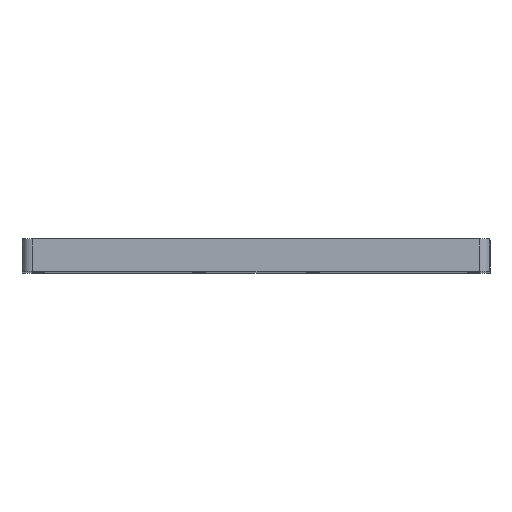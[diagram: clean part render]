
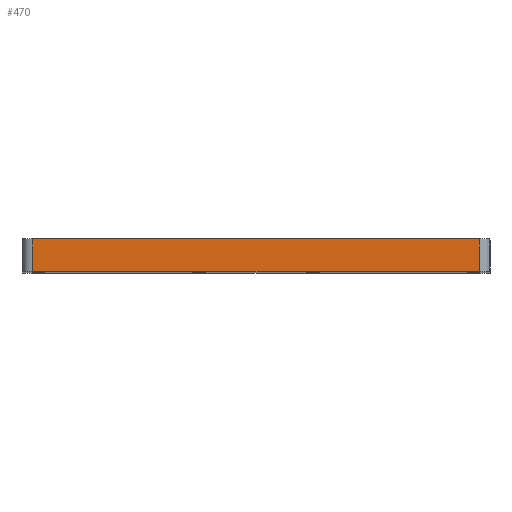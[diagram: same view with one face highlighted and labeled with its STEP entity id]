
A CAD part, top view. The second image highlights one B-rep face of the part: STEP entity #470.
In plain terms, the highlighted planar face has unit normal (0, 0, 1).
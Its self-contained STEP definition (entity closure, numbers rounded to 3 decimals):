
#10 = ORIENTED_EDGE ( 'NONE', *, *, #1199, .T. ) ;
#29 = LINE ( 'NONE', #727, #368 ) ;
#62 = CARTESIAN_POINT ( 'NONE',  ( -64., -21.5, 89. ) ) ;
#68 = VERTEX_POINT ( 'NONE', #1571 ) ;
#132 = DIRECTION ( 'NONE',  ( 0., 0., -1. ) ) ;
#282 = DIRECTION ( 'NONE',  ( 0., -1., 0. ) ) ;
#368 = VECTOR ( 'NONE', #1424, 1000. ) ;
#457 = LINE ( 'NONE', #1506, #804 ) ;
#470 = ADVANCED_FACE ( 'NONE', ( #1731 ), #2032, .F. ) ;
#487 = DIRECTION ( 'NONE',  ( -1., 0., 0. ) ) ;
#613 = LINE ( 'NONE', #2158, #803 ) ;
#727 = CARTESIAN_POINT ( 'NONE',  ( 61., -30.5, 89. ) ) ;
#780 = EDGE_CURVE ( 'NONE', #2236, #2086, #613, .T. ) ;
#803 = VECTOR ( 'NONE', #1456, 1000. ) ;
#804 = VECTOR ( 'NONE', #282, 1000. ) ;
#813 = EDGE_CURVE ( 'NONE', #68, #2255, #1130, .T. ) ;
#820 = EDGE_LOOP ( 'NONE', ( #2238, #1514, #999, #10 ) ) ;
#837 = CARTESIAN_POINT ( 'NONE',  ( -61., -21.5, 89. ) ) ;
#959 = EDGE_CURVE ( 'NONE', #2255, #2086, #457, .T. ) ;
#999 = ORIENTED_EDGE ( 'NONE', *, *, #780, .F. ) ;
#1075 = CARTESIAN_POINT ( 'NONE',  ( -61., -30.5, 89. ) ) ;
#1130 = LINE ( 'NONE', #62, #2016 ) ;
#1178 = CARTESIAN_POINT ( 'NONE',  ( -64., -30.5, 89. ) ) ;
#1199 = EDGE_CURVE ( 'NONE', #2236, #68, #29, .T. ) ;
#1418 = AXIS2_PLACEMENT_3D ( 'NONE', #1178, #132, #487 ) ;
#1424 = DIRECTION ( 'NONE',  ( 0., 1., 0. ) ) ;
#1456 = DIRECTION ( 'NONE',  ( -1., 0., 0. ) ) ;
#1506 = CARTESIAN_POINT ( 'NONE',  ( -61., -30.5, 89. ) ) ;
#1514 = ORIENTED_EDGE ( 'NONE', *, *, #959, .T. ) ;
#1571 = CARTESIAN_POINT ( 'NONE',  ( 61., -21.5, 89. ) ) ;
#1731 = FACE_OUTER_BOUND ( 'NONE', #820, .T. ) ;
#2016 = VECTOR ( 'NONE', #2180, 1000. ) ;
#2032 = PLANE ( 'NONE',  #1418 ) ;
#2085 = CARTESIAN_POINT ( 'NONE',  ( 61., -30.5, 89. ) ) ;
#2086 = VERTEX_POINT ( 'NONE', #1075 ) ;
#2158 = CARTESIAN_POINT ( 'NONE',  ( -64., -30.5, 89. ) ) ;
#2180 = DIRECTION ( 'NONE',  ( -1., 0., 0. ) ) ;
#2236 = VERTEX_POINT ( 'NONE', #2085 ) ;
#2238 = ORIENTED_EDGE ( 'NONE', *, *, #813, .T. ) ;
#2255 = VERTEX_POINT ( 'NONE', #837 ) ;
